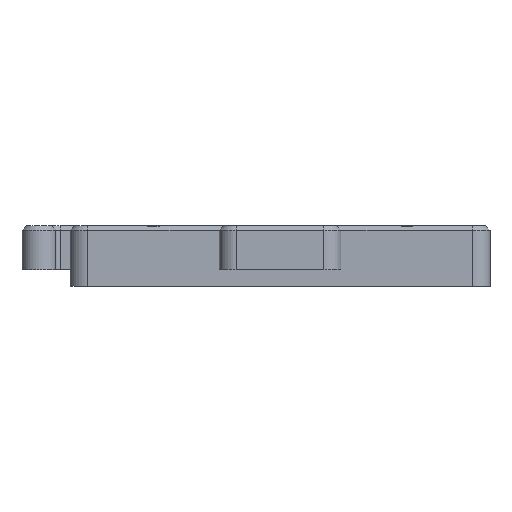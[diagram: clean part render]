
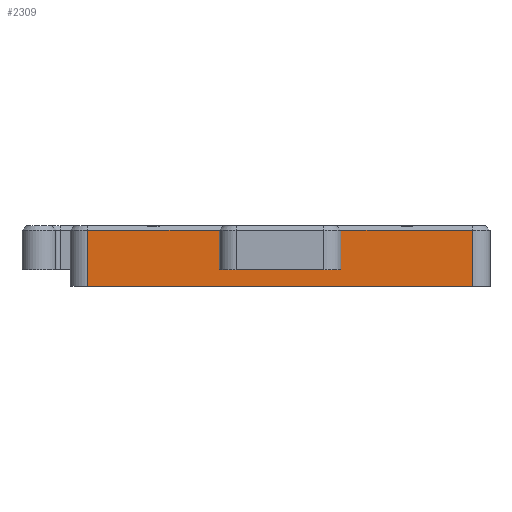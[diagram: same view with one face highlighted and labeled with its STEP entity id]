
A CAD part, front view. The second image highlights one B-rep face of the part: STEP entity #2309.
In plain terms, the highlighted planar face has unit normal (0, -1, 0).
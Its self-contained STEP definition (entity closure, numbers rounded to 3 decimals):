
#253=FACE_OUTER_BOUND('',#371,.T.);
#371=EDGE_LOOP('',(#1682,#1683,#1684,#1685,#1686,#1687,#1688,#1689));
#485=LINE('',#3458,#707);
#512=LINE('',#3545,#734);
#538=LINE('',#3625,#760);
#541=LINE('',#3632,#763);
#548=LINE('',#3655,#770);
#550=LINE('',#3658,#772);
#551=LINE('',#3660,#773);
#552=LINE('',#3661,#774);
#707=VECTOR('',#2715,10.);
#734=VECTOR('',#2784,10.);
#760=VECTOR('',#2862,10.);
#763=VECTOR('',#2869,10.);
#770=VECTOR('',#2896,10.);
#772=VECTOR('',#2900,10.);
#773=VECTOR('',#2901,10.);
#774=VECTOR('',#2902,10.);
#934=VERTEX_POINT('',#3444);
#938=VERTEX_POINT('',#3456);
#957=VERTEX_POINT('',#3512);
#965=VERTEX_POINT('',#3533);
#993=VERTEX_POINT('',#3624);
#995=VERTEX_POINT('',#3630);
#1001=VERTEX_POINT('',#3654);
#1002=VERTEX_POINT('',#3659);
#1174=EDGE_CURVE('',#938,#934,#485,.T.);
#1214=EDGE_CURVE('',#965,#957,#512,.T.);
#1254=EDGE_CURVE('',#934,#993,#538,.T.);
#1258=EDGE_CURVE('',#938,#995,#541,.T.);
#1269=EDGE_CURVE('',#1001,#957,#548,.T.);
#1271=EDGE_CURVE('',#1001,#995,#550,.T.);
#1272=EDGE_CURVE('',#1002,#965,#551,.T.);
#1273=EDGE_CURVE('',#993,#1002,#552,.T.);
#1682=ORIENTED_EDGE('',*,*,#1174,.F.);
#1683=ORIENTED_EDGE('',*,*,#1258,.T.);
#1684=ORIENTED_EDGE('',*,*,#1271,.F.);
#1685=ORIENTED_EDGE('',*,*,#1269,.T.);
#1686=ORIENTED_EDGE('',*,*,#1214,.F.);
#1687=ORIENTED_EDGE('',*,*,#1272,.F.);
#1688=ORIENTED_EDGE('',*,*,#1273,.F.);
#1689=ORIENTED_EDGE('',*,*,#1254,.F.);
#2232=PLANE('',#2480);
#2309=ADVANCED_FACE('',(#253),#2232,.T.);
#2480=AXIS2_PLACEMENT_3D('',#3657,#2898,#2899);
#2715=DIRECTION('',(1.,0.,0.));
#2784=DIRECTION('',(1.,0.,0.));
#2862=DIRECTION('',(0.,0.,-1.));
#2869=DIRECTION('',(0.,0.,-1.));
#2896=DIRECTION('',(0.,0.,1.));
#2898=DIRECTION('center_axis',(0.,-1.,0.));
#2899=DIRECTION('ref_axis',(1.,0.,0.));
#2900=DIRECTION('',(1.,0.,0.));
#2901=DIRECTION('',(0.,0.,1.));
#2902=DIRECTION('',(-1.,0.,0.));
#3444=CARTESIAN_POINT('',(22.,-24.,4.5));
#3456=CARTESIAN_POINT('',(5.,-24.,4.5));
#3458=CARTESIAN_POINT('',(-17.,-24.,4.5));
#3512=CARTESIAN_POINT('',(-5.,-24.,4.5));
#3533=CARTESIAN_POINT('',(-22.,-24.,4.5));
#3545=CARTESIAN_POINT('',(-17.,-24.,4.5));
#3624=CARTESIAN_POINT('',(22.,-24.,-1.91));
#3625=CARTESIAN_POINT('',(22.,-24.,0.));
#3630=CARTESIAN_POINT('',(5.,-24.,0.));
#3632=CARTESIAN_POINT('',(5.,-24.,2.5));
#3654=CARTESIAN_POINT('',(-5.,-24.,0.));
#3655=CARTESIAN_POINT('',(-5.,-24.,2.5));
#3657=CARTESIAN_POINT('Origin',(-22.,-24.,0.));
#3658=CARTESIAN_POINT('',(5.,-24.,0.));
#3659=CARTESIAN_POINT('',(-22.,-24.,-1.91));
#3660=CARTESIAN_POINT('',(-22.,-24.,0.));
#3661=CARTESIAN_POINT('',(22.,-24.,-1.91));
